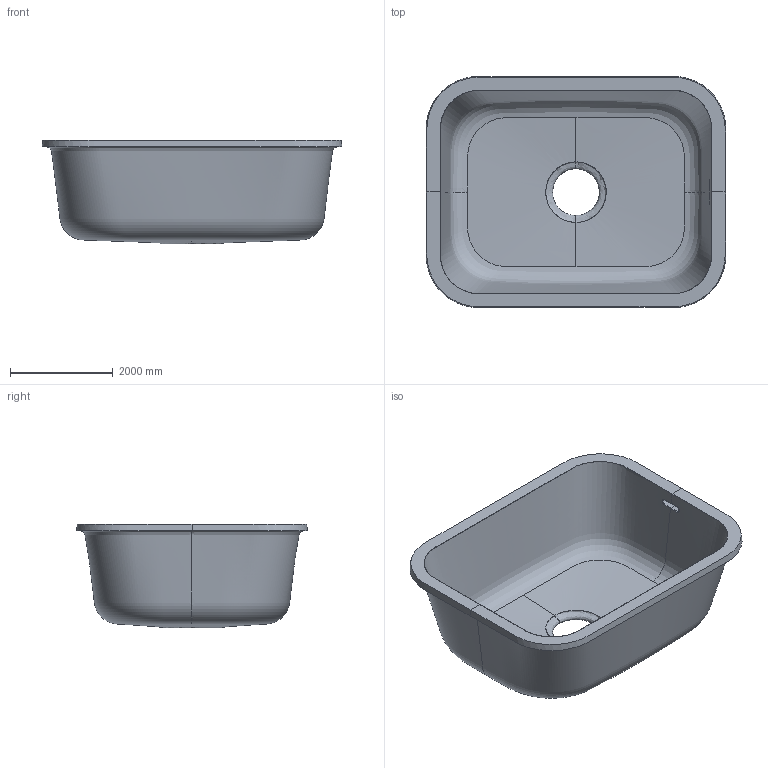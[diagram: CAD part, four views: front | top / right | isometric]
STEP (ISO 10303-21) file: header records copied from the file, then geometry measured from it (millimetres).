
FILE_DESCRIPTION(/* description */ (''),/* implementation_level */ '2;1');
FILE_NAME(/* name */ 'SWEET8~2',/* time_stamp */ '2015-12-22T12:57:47+01:00',/* author */ (''),/* organization */ (''),/* preprocessor_version */ 'ST-DEVELOPER v15',/* originating_system */ '',/* authorisation */ '');
FILE_SCHEMA (('AUTOMOTIVE_DESIGN_CC2'));
Length unit declared in the file: centimetre
Products named in the file (1): Document
Bounding box: 5823.31 x 4486.7 x 2019.32 mm (x, y, z)
Surface area: 97109832.4 mm2 (no closed solid volume)
Topology: 0 solids, 3 shells, 20 faces, 61 edges, 41 vertices
Faces by surface type: bspline 20
Entity records: 54834 total; most frequent: CARTESIAN_POINT 54445, ORIENTED_EDGE 98, EDGE_CURVE 55, B_SPLINE_CURVE_WITH_KNOTS 37, VERTEX_POINT 33, ADVANCED_FACE 20, FACE_OUTER_BOUND 20, EDGE_LOOP 20
